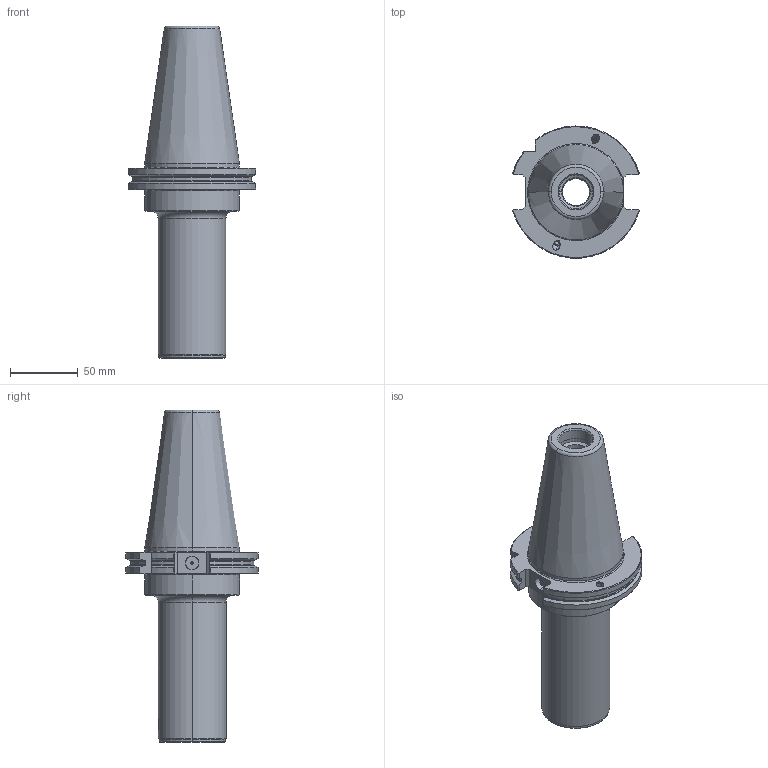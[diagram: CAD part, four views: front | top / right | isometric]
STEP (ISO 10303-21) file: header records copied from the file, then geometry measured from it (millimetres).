
FILE_DESCRIPTION(('no description'),'unknown implementation level');
FILE_NAME('685F8E69-F11D-4CCC-A041-89F497EA0D8D_export.stp',' ',('CIMSOURCE GmbH'),('CADClick - KiM GmbH - www.kimweb.de'),'unknown preprocess','ACIS','unknown authorization');
FILE_SCHEMA(('automotive_design'));
Length unit declared in the file: millimetre
Products named in the file (2): 325.954 Kaiser SK50 VBD X CK5 X 160B|690.435 Kaiser ETL M10 X 14 CK5_Standard;NONE; 325.954 Kaiser SK50 VBD X CK5 X 160B|325.954 Kaiser SK50 VBD X CK5 X 160B_Standard;NONE
Bounding box: 93.59 x 97.27 x 244.6 mm (x, y, z)
Volume: 542093.8 mm3; surface area: 74168 mm2
Topology: 2 solids, 2 shells, 197 faces, 481 edges, 293 vertices
Faces by surface type: plane 62, cylinder 61, cone 58, torus 16
Entity records: 11579 total; most frequent: CARTESIAN_POINT 1502, DIRECTION 991, STYLED_ITEM 967, PRESENTATION_STYLE_ASSIGNMENT 967, COLOUR_RGB 967, ORIENTED_EDGE 950, EDGE_CURVE 475, CURVE_STYLE 475
